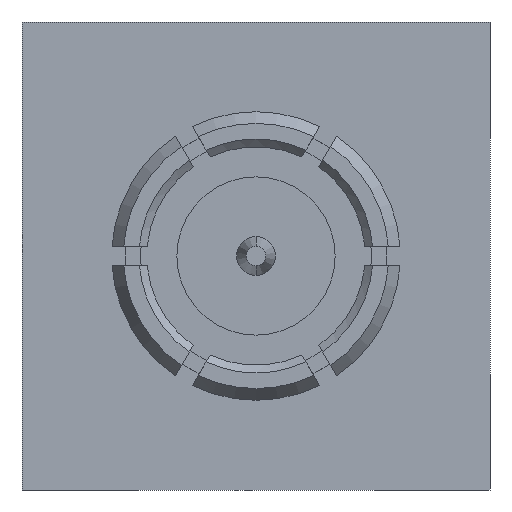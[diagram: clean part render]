
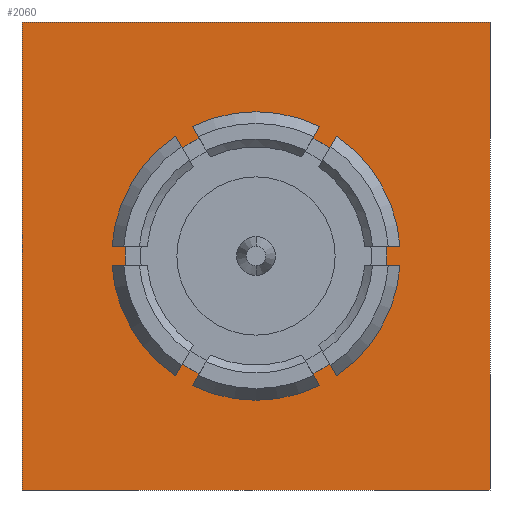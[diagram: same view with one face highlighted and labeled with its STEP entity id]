
A CAD part, front view. The second image highlights one B-rep face of the part: STEP entity #2060.
In plain terms, the highlighted planar face has unit normal (0, -1, 0).
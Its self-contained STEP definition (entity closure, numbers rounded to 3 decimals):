
#1=DIRECTION('',(0.,0.,1.));
#2=VECTOR('',#1,6.);
#3=CARTESIAN_POINT('',(0.,0.,-6.));
#4=LINE('',#3,#2);
#5=DIRECTION('',(1.,0.,0.));
#6=VECTOR('',#5,6.);
#7=CARTESIAN_POINT('',(0.,0.,0.));
#8=LINE('',#7,#6);
#9=DIRECTION('',(0.,0.,-1.));
#10=VECTOR('',#9,6.);
#11=CARTESIAN_POINT('',(6.,0.,0.));
#12=LINE('',#11,#10);
#13=DIRECTION('',(-1.,0.,0.));
#14=VECTOR('',#13,6.);
#15=CARTESIAN_POINT('',(6.,0.,-6.));
#16=LINE('',#15,#14);
#17=CARTESIAN_POINT('',(3.,0.,-3.));
#18=DIRECTION('',(0.,1.,0.));
#19=DIRECTION('',(-1.,0.,0.));
#20=AXIS2_PLACEMENT_3D('',#17,#18,#19);
#22=CARTESIAN_POINT('',(3.,0.,-3.));
#23=DIRECTION('',(0.,1.,0.));
#24=DIRECTION('',(1.,0.,0.));
#25=AXIS2_PLACEMENT_3D('',#22,#23,#24);
#1611=CARTESIAN_POINT('',(0.,0.,-6.));
#1612=CARTESIAN_POINT('',(0.,0.,0.));
#1613=VERTEX_POINT('',#1611);
#1614=VERTEX_POINT('',#1612);
#1615=CARTESIAN_POINT('',(6.,0.,0.));
#1616=VERTEX_POINT('',#1615);
#1617=CARTESIAN_POINT('',(6.,0.,-6.));
#1618=VERTEX_POINT('',#1617);
#1931=CARTESIAN_POINT('',(1.325,0.,-3.));
#1932=CARTESIAN_POINT('',(4.675,0.,-3.));
#1933=VERTEX_POINT('',#1931);
#1934=VERTEX_POINT('',#1932);
#2039=CARTESIAN_POINT('',(3.,0.,-3.));
#2040=DIRECTION('',(0.,1.,0.));
#2041=DIRECTION('',(1.,0.,0.));
#2042=AXIS2_PLACEMENT_3D('',#2039,#2040,#2041);
#2043=PLANE('',#2042);
#2045=ORIENTED_EDGE('',*,*,#2044,.T.);
#2047=ORIENTED_EDGE('',*,*,#2046,.T.);
#2049=ORIENTED_EDGE('',*,*,#2048,.T.);
#2051=ORIENTED_EDGE('',*,*,#2050,.T.);
#2052=EDGE_LOOP('',(#2045,#2047,#2049,#2051));
#2053=FACE_OUTER_BOUND('',#2052,.F.);
#2055=ORIENTED_EDGE('',*,*,#2054,.F.);
#2057=ORIENTED_EDGE('',*,*,#2056,.F.);
#2058=EDGE_LOOP('',(#2055,#2057));
#2059=FACE_BOUND('',#2058,.F.);
#2060=ADVANCED_FACE('',(#2053,#2059),#2043,.F.);
#21=CIRCLE('',#20,1.675);
#26=CIRCLE('',#25,1.675);
#2044=EDGE_CURVE('',#1613,#1614,#4,.T.);
#2046=EDGE_CURVE('',#1614,#1616,#8,.T.);
#2048=EDGE_CURVE('',#1616,#1618,#12,.T.);
#2050=EDGE_CURVE('',#1618,#1613,#16,.T.);
#2054=EDGE_CURVE('',#1933,#1934,#21,.T.);
#2056=EDGE_CURVE('',#1934,#1933,#26,.T.);
